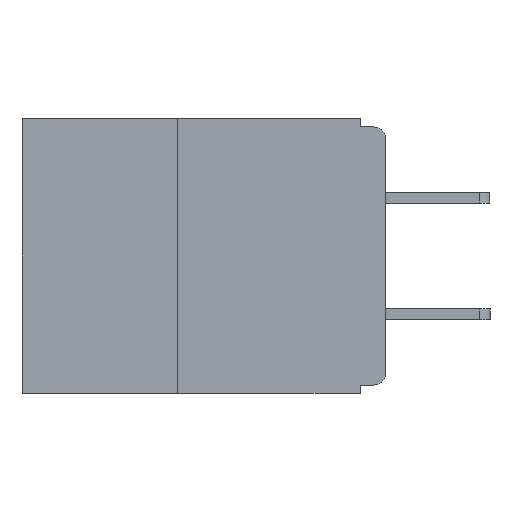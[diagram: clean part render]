
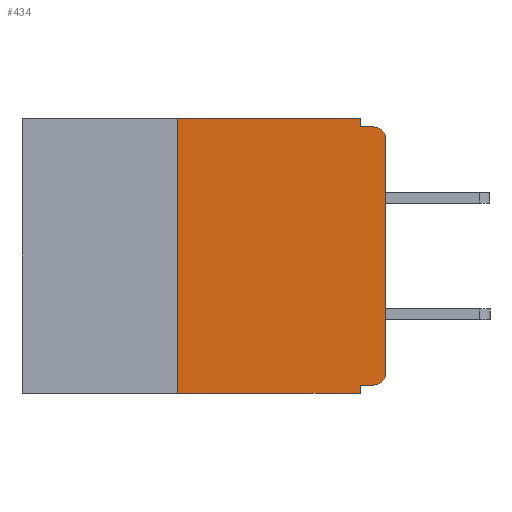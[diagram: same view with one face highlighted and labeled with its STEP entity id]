
A CAD part, left-side view. The second image highlights one B-rep face of the part: STEP entity #434.
In plain terms, the highlighted planar face has unit normal (-1, 0, 0).
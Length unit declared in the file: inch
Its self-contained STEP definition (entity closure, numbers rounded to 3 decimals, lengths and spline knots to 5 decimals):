
#115 = DIRECTION ( 'NONE',  ( 0., 0., -1. ) ) ;
#197 = DIRECTION ( 'NONE',  ( -1., 0., 0. ) ) ;
#268 = VECTOR ( 'NONE', #6991, 39.37008 ) ;
#394 = VECTOR ( 'NONE', #9012, 39.37008 ) ;
#434 = ADVANCED_FACE ( 'NONE', ( #11896 ), #12031, .F. ) ;
#452 = CARTESIAN_POINT ( 'NONE',  ( 0., 0.015, -0.305 ) ) ;
#499 = DIRECTION ( 'NONE',  ( 0., -1., 0. ) ) ;
#504 = EDGE_CURVE ( 'NONE', #7935, #10200, #8744, .T. ) ;
#521 = CARTESIAN_POINT ( 'NONE',  ( 0., 0.437, -0.33 ) ) ;
#636 = VERTEX_POINT ( 'NONE', #7162 ) ;
#934 = VECTOR ( 'NONE', #5308, 39.37008 ) ;
#941 = LINE ( 'NONE', #3664, #394 ) ;
#1242 = CARTESIAN_POINT ( 'NONE',  ( 0., 0., -0.32 ) ) ;
#1335 = LINE ( 'NONE', #1242, #268 ) ;
#1357 = LINE ( 'NONE', #8094, #934 ) ;
#1396 = LINE ( 'NONE', #4844, #1420 ) ;
#1420 = VECTOR ( 'NONE', #3988, 39.37008 ) ;
#1519 = EDGE_CURVE ( 'NONE', #7818, #636, #1357, .T. ) ;
#1538 = CARTESIAN_POINT ( 'NONE',  ( 0., 0.25, 0. ) ) ;
#1782 = CARTESIAN_POINT ( 'NONE',  ( 0., 0.25, -0.33 ) ) ;
#2151 = EDGE_CURVE ( 'NONE', #7045, #7935, #941, .T. ) ;
#2227 = VECTOR ( 'NONE', #499, 39.37008 ) ;
#2254 = LINE ( 'NONE', #521, #2227 ) ;
#2417 = CARTESIAN_POINT ( 'NONE',  ( 0., 0.031, -0.33 ) ) ;
#2429 = CARTESIAN_POINT ( 'NONE',  ( 0., 0.031, -0.01 ) ) ;
#2828 = EDGE_CURVE ( 'NONE', #7519, #12329, #1335, .T. ) ;
#3103 = ORIENTED_EDGE ( 'NONE', *, *, #1519, .T. ) ;
#3342 = CARTESIAN_POINT ( 'NONE',  ( 0., 0.031, -0.32 ) ) ;
#3664 = CARTESIAN_POINT ( 'NONE',  ( 0., 0.031, 0. ) ) ;
#3730 = CARTESIAN_POINT ( 'NONE',  ( 0., 0., -0.305 ) ) ;
#3821 = ORIENTED_EDGE ( 'NONE', *, *, #4682, .T. ) ;
#3839 = ORIENTED_EDGE ( 'NONE', *, *, #504, .F. ) ;
#3988 = DIRECTION ( 'NONE',  ( 0., -1., 0. ) ) ;
#4528 = ORIENTED_EDGE ( 'NONE', *, *, #2151, .F. ) ;
#4682 = EDGE_CURVE ( 'NONE', #636, #10200, #7619, .T. ) ;
#4844 = CARTESIAN_POINT ( 'NONE',  ( 0., 0.437, 0. ) ) ;
#4907 = EDGE_CURVE ( 'NONE', #7519, #7818, #12412, .T. ) ;
#5197 = ORIENTED_EDGE ( 'NONE', *, *, #8618, .F. ) ;
#5308 = DIRECTION ( 'NONE',  ( 0., 0., 1. ) ) ;
#5503 = ORIENTED_EDGE ( 'NONE', *, *, #9128, .F. ) ;
#5632 = CARTESIAN_POINT ( 'NONE',  ( 0., 0.437, 0. ) ) ;
#5674 = ORIENTED_EDGE ( 'NONE', *, *, #8333, .T. ) ;
#6080 = DIRECTION ( 'NONE',  ( -1., 0., 0. ) ) ;
#6154 = DIRECTION ( 'NONE',  ( 0., 0., 1. ) ) ;
#6174 = CARTESIAN_POINT ( 'NONE',  ( 0., 0.25, -0.33 ) ) ;
#6237 = ORIENTED_EDGE ( 'NONE', *, *, #10354, .F. ) ;
#6238 = DIRECTION ( 'NONE',  ( 0., -1., 0. ) ) ;
#6304 = DIRECTION ( 'NONE',  ( 0., 0., -1. ) ) ;
#6379 = AXIS2_PLACEMENT_3D ( 'NONE', #5632, #10167, #9769 ) ;
#6453 = AXIS2_PLACEMENT_3D ( 'NONE', #452, #197, #115 ) ;
#6646 = CARTESIAN_POINT ( 'NONE',  ( 0., 0.015, -0.025 ) ) ;
#6991 = DIRECTION ( 'NONE',  ( 0., 1., 0. ) ) ;
#7045 = VERTEX_POINT ( 'NONE', #8449 ) ;
#7072 = LINE ( 'NONE', #6174, #11876 ) ;
#7081 = AXIS2_PLACEMENT_3D ( 'NONE', #6646, #6080, #6304 ) ;
#7162 = CARTESIAN_POINT ( 'NONE',  ( 0., 0., -0.025 ) ) ;
#7186 = ORIENTED_EDGE ( 'NONE', *, *, #2828, .F. ) ;
#7350 = ORIENTED_EDGE ( 'NONE', *, *, #4907, .T. ) ;
#7519 = VERTEX_POINT ( 'NONE', #9363 ) ;
#7619 = CIRCLE ( 'NONE', #7081, 0.015 ) ;
#7818 = VERTEX_POINT ( 'NONE', #3730 ) ;
#7935 = VERTEX_POINT ( 'NONE', #2429 ) ;
#8094 = CARTESIAN_POINT ( 'NONE',  ( 0., 0., 0. ) ) ;
#8333 = EDGE_CURVE ( 'NONE', #11625, #11578, #2254, .T. ) ;
#8338 = LINE ( 'NONE', #8809, #8502 ) ;
#8394 = DIRECTION ( 'NONE',  ( 0., 0., -1. ) ) ;
#8432 = VECTOR ( 'NONE', #6238, 39.37008 ) ;
#8449 = CARTESIAN_POINT ( 'NONE',  ( 0., 0.031, 0. ) ) ;
#8502 = VECTOR ( 'NONE', #8394, 39.37008 ) ;
#8618 = EDGE_CURVE ( 'NONE', #11682, #7045, #1396, .T. ) ;
#8744 = LINE ( 'NONE', #12009, #8432 ) ;
#8809 = CARTESIAN_POINT ( 'NONE',  ( 0., 0.031, -0.33 ) ) ;
#9012 = DIRECTION ( 'NONE',  ( 0., 0., -1. ) ) ;
#9128 = EDGE_CURVE ( 'NONE', #11625, #11682, #7072, .T. ) ;
#9363 = CARTESIAN_POINT ( 'NONE',  ( 0., 0.015, -0.32 ) ) ;
#9769 = DIRECTION ( 'NONE',  ( 0., 0., -1. ) ) ;
#10167 = DIRECTION ( 'NONE',  ( 1., 0., 0. ) ) ;
#10200 = VERTEX_POINT ( 'NONE', #11236 ) ;
#10354 = EDGE_CURVE ( 'NONE', #12329, #11578, #8338, .T. ) ;
#10356 = EDGE_LOOP ( 'NONE', ( #3103, #3821, #3839, #4528, #5197, #5503, #5674, #6237, #7186, #7350 ) ) ;
#11236 = CARTESIAN_POINT ( 'NONE',  ( 0., 0.015, -0.01 ) ) ;
#11578 = VERTEX_POINT ( 'NONE', #2417 ) ;
#11625 = VERTEX_POINT ( 'NONE', #1782 ) ;
#11682 = VERTEX_POINT ( 'NONE', #1538 ) ;
#11876 = VECTOR ( 'NONE', #6154, 39.37008 ) ;
#11896 = FACE_OUTER_BOUND ( 'NONE', #10356, .T. ) ;
#12009 = CARTESIAN_POINT ( 'NONE',  ( 0., 0., -0.01 ) ) ;
#12031 = PLANE ( 'NONE',  #6379 ) ;
#12329 = VERTEX_POINT ( 'NONE', #3342 ) ;
#12412 = CIRCLE ( 'NONE', #6453, 0.015 ) ;
